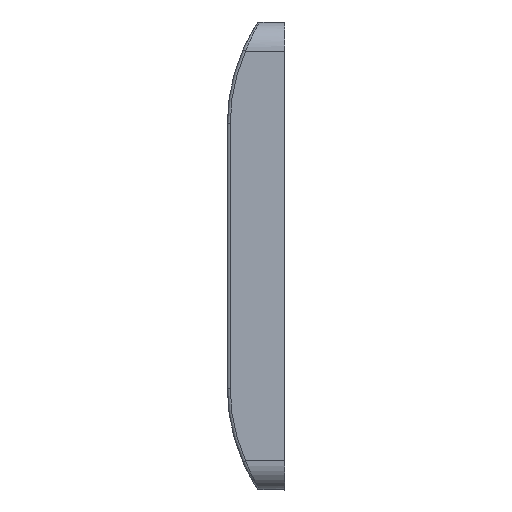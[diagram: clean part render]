
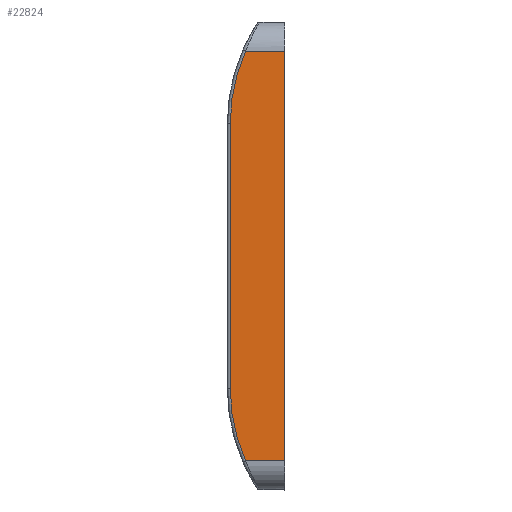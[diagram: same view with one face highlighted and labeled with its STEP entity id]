
A CAD part, left-side view. The second image highlights one B-rep face of the part: STEP entity #22824.
In plain terms, the highlighted planar face has unit normal (-1, 0, 0).
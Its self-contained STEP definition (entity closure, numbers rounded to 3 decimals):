
#148=DIRECTION('',(0.,0.,-1.));
#149=VECTOR('',#148,45.33);
#150=CARTESIAN_POINT('',(-40.,8.,22.665));
#151=LINE('',#150,#149);
#253=DIRECTION('',(0.,-1.,0.));
#254=VECTOR('',#253,6.694);
#255=CARTESIAN_POINT('',(-40.,5.394,-35.));
#256=LINE('',#255,#254);
#257=CARTESIAN_POINT('',(-40.,-22.5,22.665));
#258=DIRECTION('',(1.,0.,0.));
#259=DIRECTION('',(0.,1.,0.));
#260=AXIS2_PLACEMENT_3D('',#257,#258,#259);
#262=CARTESIAN_POINT('',(-40.,-22.5,-22.665));
#263=DIRECTION('',(1.,0.,0.));
#264=DIRECTION('',(0.,0.915,-0.404));
#265=AXIS2_PLACEMENT_3D('',#262,#263,#264);
#271=DIRECTION('',(0.,1.,0.));
#272=VECTOR('',#271,6.694);
#273=CARTESIAN_POINT('',(-40.,-1.3,35.));
#274=LINE('',#273,#272);
#478=DIRECTION('',(0.,0.,1.));
#479=VECTOR('',#478,70.);
#480=CARTESIAN_POINT('',(-40.,-1.3,-35.));
#481=LINE('',#480,#479);
#17717=CARTESIAN_POINT('',(-40.,8.,-22.665));
#17718=VERTEX_POINT('',#17717);
#17719=CARTESIAN_POINT('',(-40.,5.394,-35.));
#17720=VERTEX_POINT('',#17719);
#17721=CARTESIAN_POINT('',(-40.,8.,22.665));
#17722=VERTEX_POINT('',#17721);
#17725=CARTESIAN_POINT('',(-40.,5.394,35.));
#17726=VERTEX_POINT('',#17725);
#17746=CARTESIAN_POINT('',(-40.,-1.3,-35.));
#17747=VERTEX_POINT('',#17746);
#17748=CARTESIAN_POINT('',(-40.,-1.3,35.));
#17749=VERTEX_POINT('',#17748);
#22809=CARTESIAN_POINT('',(-40.,3.5,0.));
#22810=DIRECTION('',(1.,0.,0.));
#22811=DIRECTION('',(0.,0.,-1.));
#22812=AXIS2_PLACEMENT_3D('',#22809,#22810,#22811);
#22813=PLANE('',#22812);
#22814=ORIENTED_EDGE('',*,*,#22522,.F.);
#22815=ORIENTED_EDGE('',*,*,#22538,.T.);
#22817=ORIENTED_EDGE('',*,*,#22816,.F.);
#22819=ORIENTED_EDGE('',*,*,#22818,.F.);
#22820=ORIENTED_EDGE('',*,*,#22802,.F.);
#22821=ORIENTED_EDGE('',*,*,#22506,.T.);
#22822=EDGE_LOOP('',(#22814,#22815,#22817,#22819,#22820,#22821));
#22823=FACE_OUTER_BOUND('',#22822,.F.);
#261=CIRCLE('',#260,30.5);
#266=CIRCLE('',#265,30.5);
#22506=EDGE_CURVE('',#17720,#17718,#266,.T.);
#22522=EDGE_CURVE('',#17722,#17718,#151,.T.);
#22538=EDGE_CURVE('',#17722,#17726,#261,.T.);
#22802=EDGE_CURVE('',#17720,#17747,#256,.T.);
#22816=EDGE_CURVE('',#17749,#17726,#274,.T.);
#22818=EDGE_CURVE('',#17747,#17749,#481,.T.);
#22824=ADVANCED_FACE('',(#22823),#22813,.F.);
